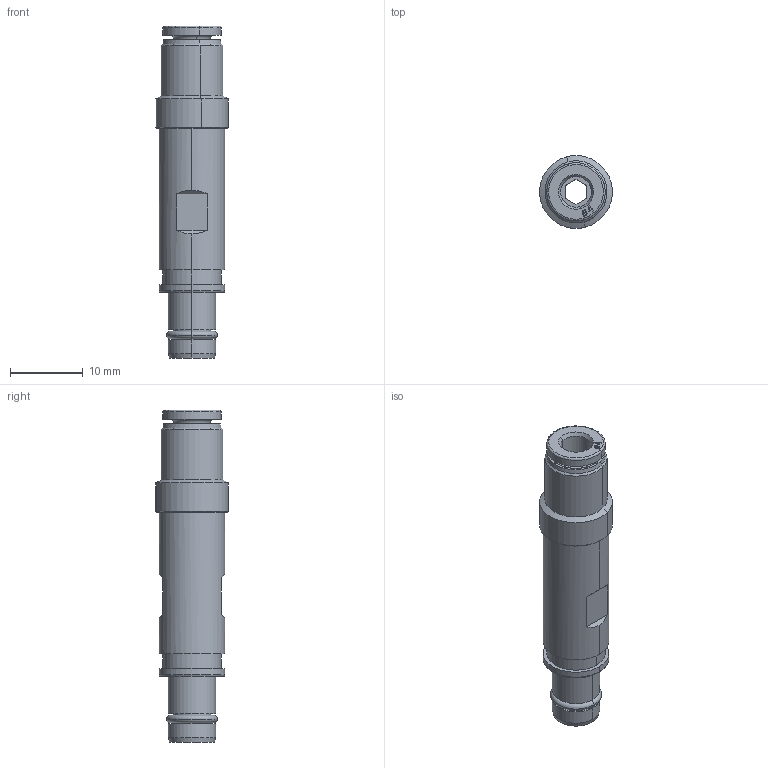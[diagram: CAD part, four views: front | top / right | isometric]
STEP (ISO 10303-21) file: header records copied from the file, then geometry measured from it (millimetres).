
FILE_DESCRIPTION(('Creo Elements/Direct Modeling STEP Export'),'2;1');
FILE_NAME('0ln7uvk5btlp87p2516','2021-07-27T11:37:01',(''),(''),'Creo Elements/Direct Modeling STEP processor for AP214 (Solid Model)','Creo Elements/Direct Modeling 20.1B 02-Apr-2019 (C) Parametric Technology GmbH','');
FILE_SCHEMA(('AUTOMOTIVE_DESIGN { 1 0 10303 214 1 1 1 1 }'));
Length unit declared in the file: millimetre
Products named in the file (2): CX_4.0_MPQM
Assembly tree (1 placements, depth 2):
  CX_4.0_MPQM
    CX_4.0_MPQM
Bounding box: 9.96 x 9.96 x 45.5 mm (x, y, z)
Volume: 2028.3 mm3; surface area: 2180.9 mm2
Topology: 1 solids, 1 shells, 135 faces, 343 edges, 225 vertices
Faces by surface type: plane 61, cylinder 37, cone 14, extrusion 13, torus 10
Entity records: 5234 total; most frequent: CARTESIAN_POINT 1049, ORIENTED_EDGE 686, DIRECTION 567, EDGE_CURVE 343, VERTEX_POINT 225, AXIS2_PLACEMENT_3D 190, VECTOR 187, LINE 174
